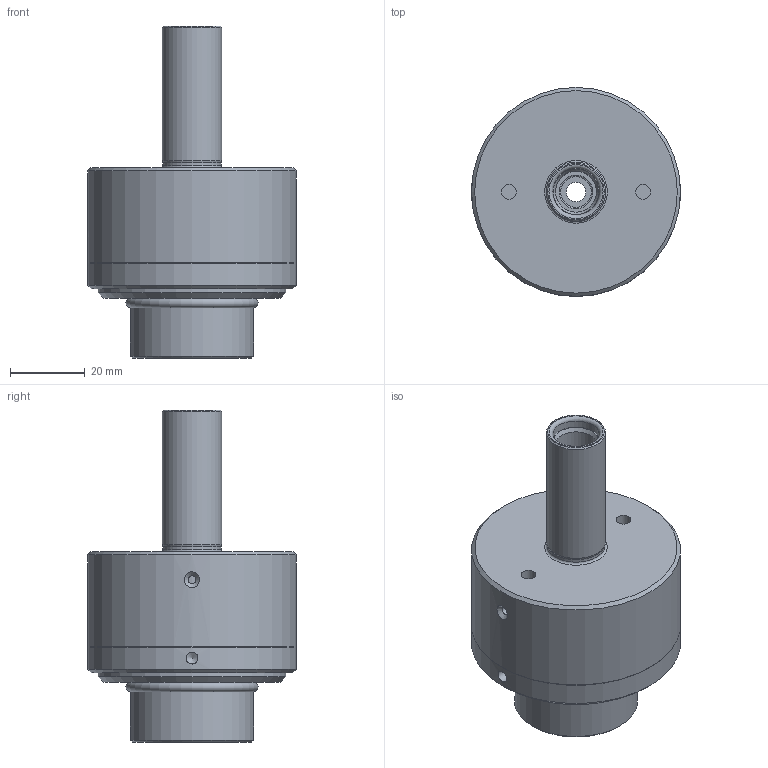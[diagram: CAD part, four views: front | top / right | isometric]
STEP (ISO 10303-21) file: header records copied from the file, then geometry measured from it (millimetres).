
FILE_DESCRIPTION(/* description */ (''),/* implementation_level */ '2;1');
FILE_NAME(/* name */ '261692004.stp',/* time_stamp */ '2021-01-21T11:08:32',/* author */ ('LRA'),/* organization */ ('REGO-FIX'),/* preprocessor_version */ ' Unknown',/* originating_system */ 'SIEMENS PLM Software Solid Edge ST10',/* authorization */ 'Unknown');
FILE_SCHEMA (('AUTOMOTIVE_DESIGN { 1 0 10303 214 2 1 1}'));
Length unit declared in the file: millimetre
Products named in the file (1): NOCUT
Bounding box: 56 x 56 x 89 mm (x, y, z)
Volume: 69731.1 mm3; surface area: 34048.7 mm2
Topology: 1 solids, 3 shells, 152 faces, 323 edges, 205 vertices
Faces by surface type: cone 48, cylinder 45, plane 36, torus 20, bspline 3
Full cylindrical faces by diameter (mm): 2.113 x1, 3.2 x2, 4 x12, 5.2 x2, 7.4 x1, 9 x2, 11 x1, 12 x1, 12.5 x2, 14 x1, 15.58 x1, 15.875 x1, 25 x1, 28.5 x1, 33 x2, 33.2 x1, 43.9 x1, 44.5 x1, 46 x1, 46.4 x1, 46.5 x1, 46.6 x1, 47 x1, 48 x1, 48.5 x1, 50.3 x1, 56 x2
Entity records: 5028 total; most frequent: CARTESIAN_POINT 1242, DIRECTION 610, ORIENTED_EDGE 334, FACE_BOUND 317, EDGE_LOOP 307, AXIS2_PLACEMENT_3D 304, VERTEX_POINT 170, EDGE_CURVE 167
